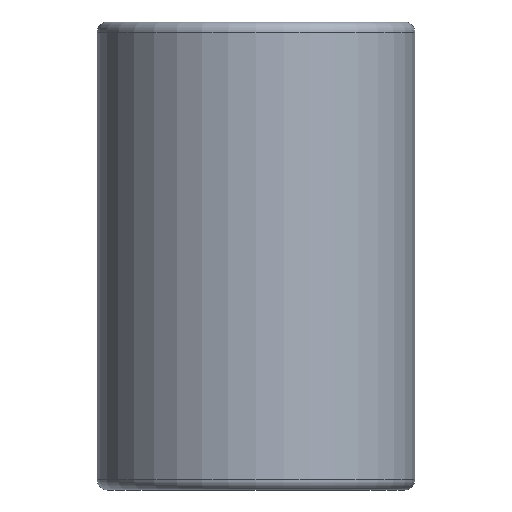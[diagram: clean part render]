
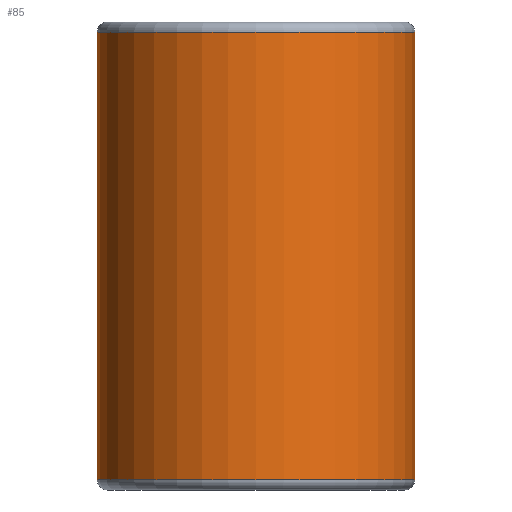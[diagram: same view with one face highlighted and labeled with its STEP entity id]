
A CAD part, front view. The second image highlights one B-rep face of the part: STEP entity #85.
In plain terms, the highlighted cylindrical face has radius 9.5 mm (diameter 19 mm), a full revolution.
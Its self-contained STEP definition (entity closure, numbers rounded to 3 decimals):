
#21=CYLINDRICAL_SURFACE('',#110,9.5);
#34=ORIENTED_EDGE('',*,*,#37,.T.);
#35=ORIENTED_EDGE('',*,*,#41,.F.);
#37=EDGE_CURVE('',#43,#43,#49,.T.);
#41=EDGE_CURVE('',#47,#47,#53,.T.);
#43=VERTEX_POINT('',#142);
#47=VERTEX_POINT('',#154);
#49=CIRCLE('',#101,9.5);
#53=CIRCLE('',#109,9.5);
#64=EDGE_LOOP('',(#34));
#65=EDGE_LOOP('',(#35));
#76=FACE_BOUND('',#64,.T.);
#77=FACE_BOUND('',#65,.T.);
#85=ADVANCED_FACE('',(#76,#77),#21,.T.);
#101=AXIS2_PLACEMENT_3D('',#141,#117,#118);
#109=AXIS2_PLACEMENT_3D('',#153,#133,#134);
#110=AXIS2_PLACEMENT_3D('',#155,#135,#136);
#117=DIRECTION('',(0.,0.,-1.));
#118=DIRECTION('',(-1.,0.,0.));
#133=DIRECTION('',(0.,0.,-1.));
#134=DIRECTION('',(-1.,0.,0.));
#135=DIRECTION('',(0.,0.,-1.));
#136=DIRECTION('',(-1.,0.,0.));
#141=CARTESIAN_POINT('',(0.,0.,13.4));
#142=CARTESIAN_POINT('',(-9.5,0.,13.4));
#153=CARTESIAN_POINT('',(0.,0.,-13.4));
#154=CARTESIAN_POINT('',(-9.5,0.,-13.4));
#155=CARTESIAN_POINT('',(0.,0.,-50.));
